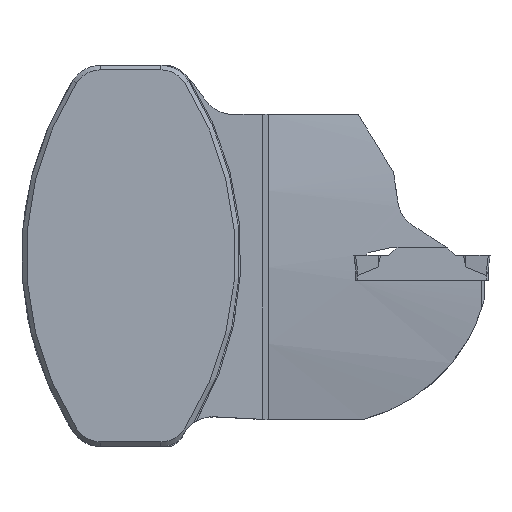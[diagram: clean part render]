
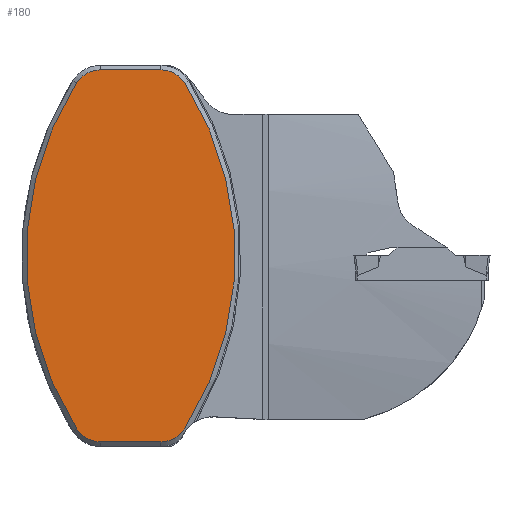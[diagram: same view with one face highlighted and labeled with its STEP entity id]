
A CAD part, top view. The second image highlights one B-rep face of the part: STEP entity #180.
In plain terms, the highlighted planar face has unit normal (0, 0, 1).
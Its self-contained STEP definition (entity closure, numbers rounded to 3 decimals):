
#133=PLANE('',#1686);
#180=ADVANCED_FACE('',(#279),#133,.T.);
#279=FACE_OUTER_BOUND('',#358,.T.);
#358=EDGE_LOOP('',(#854,#855,#856,#857,#858,#859,#860,#861));
#444=CIRCLE('',#1671,59.175);
#445=CIRCLE('',#1673,5.175);
#447=CIRCLE('',#1682,5.175);
#448=CIRCLE('',#1683,5.175);
#449=CIRCLE('',#1684,5.175);
#450=CIRCLE('',#1685,59.175);
#509=LINE('',#2492,#629);
#510=LINE('',#2495,#630);
#629=VECTOR('',#1930,1.);
#630=VECTOR('',#1933,1.);
#854=ORIENTED_EDGE('',*,*,#1401,.T.);
#855=ORIENTED_EDGE('',*,*,#1402,.T.);
#856=ORIENTED_EDGE('',*,*,#1388,.T.);
#857=ORIENTED_EDGE('',*,*,#1385,.T.);
#858=ORIENTED_EDGE('',*,*,#1403,.T.);
#859=ORIENTED_EDGE('',*,*,#1404,.T.);
#860=ORIENTED_EDGE('',*,*,#1405,.T.);
#861=ORIENTED_EDGE('',*,*,#1406,.T.);
#1229=VERTEX_POINT('',#2450);
#1230=VERTEX_POINT('',#2452);
#1232=VERTEX_POINT('',#2464);
#1236=VERTEX_POINT('',#2490);
#1237=VERTEX_POINT('',#2491);
#1238=VERTEX_POINT('',#2494);
#1239=VERTEX_POINT('',#2496);
#1240=VERTEX_POINT('',#2498);
#1385=EDGE_CURVE('',#1230,#1229,#444,.T.);
#1388=EDGE_CURVE('',#1232,#1230,#445,.T.);
#1401=EDGE_CURVE('',#1236,#1237,#447,.T.);
#1402=EDGE_CURVE('',#1237,#1232,#509,.T.);
#1403=EDGE_CURVE('',#1229,#1238,#448,.T.);
#1404=EDGE_CURVE('',#1238,#1239,#510,.T.);
#1405=EDGE_CURVE('',#1239,#1240,#449,.T.);
#1406=EDGE_CURVE('',#1240,#1236,#450,.T.);
#1671=AXIS2_PLACEMENT_3D('',#2451,#1896,#1897);
#1673=AXIS2_PLACEMENT_3D('',#2463,#1901,#1902);
#1682=AXIS2_PLACEMENT_3D('',#2489,#1928,#1929);
#1683=AXIS2_PLACEMENT_3D('',#2493,#1931,#1932);
#1684=AXIS2_PLACEMENT_3D('',#2497,#1934,#1935);
#1685=AXIS2_PLACEMENT_3D('',#2499,#1936,#1937);
#1686=AXIS2_PLACEMENT_3D('',#2500,#1938,#1939);
#1896=DIRECTION('',(0.,0.,1.));
#1897=DIRECTION('',(0.,-1.,0.));
#1901=DIRECTION('',(0.,0.,1.));
#1902=DIRECTION('',(0.,-1.,0.));
#1928=DIRECTION('',(0.,0.,1.));
#1929=DIRECTION('',(0.,-1.,0.));
#1930=DIRECTION('',(1.,0.,0.));
#1931=DIRECTION('',(0.,0.,1.));
#1932=DIRECTION('',(0.,-1.,0.));
#1933=DIRECTION('',(-1.,0.,0.));
#1934=DIRECTION('',(0.,0.,1.));
#1935=DIRECTION('',(0.,-1.,0.));
#1936=DIRECTION('',(0.,0.,1.));
#1937=DIRECTION('',(0.,-1.,0.));
#1938=DIRECTION('',(0.,0.,1.));
#1939=DIRECTION('',(0.,-1.,0.));
#2450=CARTESIAN_POINT('',(9.918,31.779,0.325));
#2451=CARTESIAN_POINT('',(-40.,0.,0.325));
#2452=CARTESIAN_POINT('',(9.918,-31.779,0.325));
#2463=CARTESIAN_POINT('',(5.552,-29.,0.325));
#2464=CARTESIAN_POINT('',(5.552,-34.175,0.325));
#2489=CARTESIAN_POINT('',(-5.552,-29.,0.325));
#2490=CARTESIAN_POINT('',(-9.918,-31.779,0.325));
#2491=CARTESIAN_POINT('',(-5.552,-34.175,0.325));
#2492=CARTESIAN_POINT('',(0.,-34.175,0.325));
#2493=CARTESIAN_POINT('',(5.552,29.,0.325));
#2494=CARTESIAN_POINT('',(5.552,34.175,0.325));
#2495=CARTESIAN_POINT('',(0.,34.175,0.325));
#2496=CARTESIAN_POINT('',(-5.552,34.175,0.325));
#2497=CARTESIAN_POINT('',(-5.552,29.,0.325));
#2498=CARTESIAN_POINT('',(-9.918,31.779,0.325));
#2499=CARTESIAN_POINT('',(40.,0.,0.325));
#2500=CARTESIAN_POINT('',(0.,0.,0.325));
